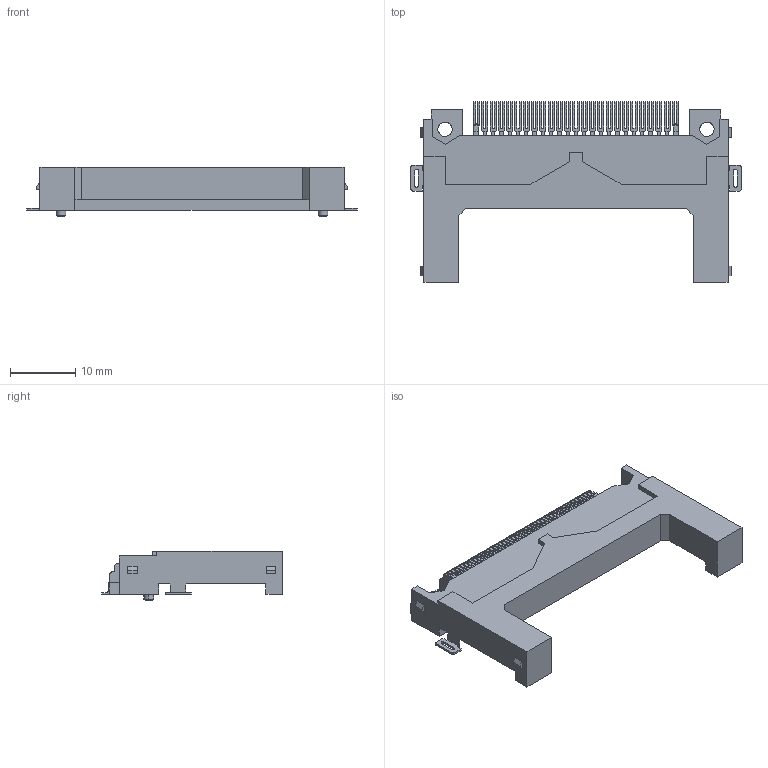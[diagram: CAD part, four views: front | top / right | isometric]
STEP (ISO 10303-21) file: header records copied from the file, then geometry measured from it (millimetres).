
FILE_DESCRIPTION(/* description */ (''),/* implementation_level */ '2;1');
FILE_NAME(/* name */ 'N7E50-X516-20-01_step',/* time_stamp */ '2008-01-22T16:01:59-06:00',/* author */ (''),/* organization */ (''),/* preprocessor_version */ 'ST-DEVELOPER v9',/* originating_system */ 'UGS - NX 3.0',/* authorisation */ '');
FILE_SCHEMA (('CONFIG_CONTROL_DESIGN'));
Length unit declared in the file: millimetre
Products named in the file (1): us31191E21dn
Bounding box: 50.63 x 27.75 x 7.64 mm (x, y, z)
Volume: 3568.1 mm3; surface area: 3834.8 mm2
Topology: 1 solids, 1 shells, 1139 faces, 3314 edges, 2208 vertices
Faces by surface type: plane 867, cylinder 268, revolution 4
Entity records: 38350 total; most frequent: CARTESIAN_POINT 10906, ORIENTED_EDGE 6628, DIRECTION 4198, EDGE_CURVE 3314, VERTEX_POINT 2208, LINE 1922, VECTOR 1922, B_SPLINE_CURVE_WITH_KNOTS 1388
